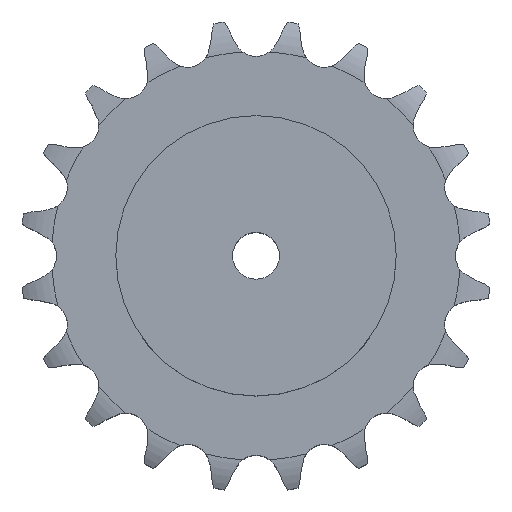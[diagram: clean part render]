
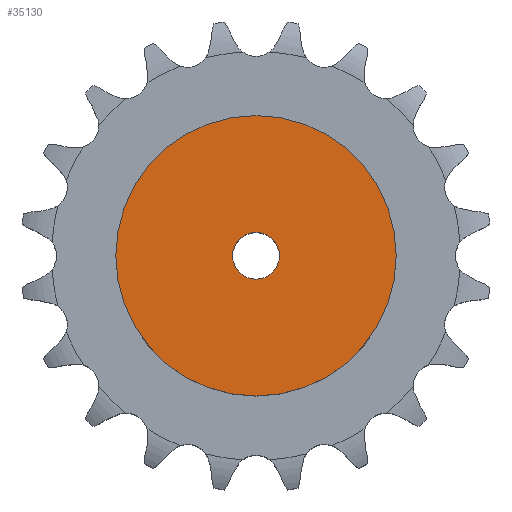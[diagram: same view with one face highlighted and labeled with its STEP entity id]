
A CAD part, top view. The second image highlights one B-rep face of the part: STEP entity #35130.
In plain terms, the highlighted planar face has unit normal (0, 0, 1).
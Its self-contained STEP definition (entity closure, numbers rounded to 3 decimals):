
#18805 = CYLINDRICAL_SURFACE('',#18806,15.);
#18806 = AXIS2_PLACEMENT_3D('',#18807,#18808,#18809);
#18807 = CARTESIAN_POINT('',(0.,0.,480.378));
#18808 = DIRECTION('',(0.,0.,1.));
#18809 = DIRECTION('',(1.,0.,0.));
#23937 = EDGE_CURVE('',#23938,#23938,#23940,.T.);
#23938 = VERTEX_POINT('',#23939);
#23939 = CARTESIAN_POINT('',(15.,0.,120.));
#23940 = SURFACE_CURVE('',#23941,(#23946,#23953),.PCURVE_S1.);
#23941 = CIRCLE('',#23942,15.);
#23942 = AXIS2_PLACEMENT_3D('',#23943,#23944,#23945);
#23943 = CARTESIAN_POINT('',(0.,0.,120.));
#23944 = DIRECTION('',(0.,0.,1.));
#23945 = DIRECTION('',(1.,0.,0.));
#23946 = PCURVE('',#18805,#23947);
#23947 = DEFINITIONAL_REPRESENTATION('',(#23948),#23952);
#23948 = LINE('',#23949,#23950);
#23949 = CARTESIAN_POINT('',(0.,-360.378));
#23950 = VECTOR('',#23951,1.);
#23951 = DIRECTION('',(1.,0.));
#23952 = ( GEOMETRIC_REPRESENTATION_CONTEXT(2) 
PARAMETRIC_REPRESENTATION_CONTEXT() REPRESENTATION_CONTEXT('2D SPACE',''
  ) );
#23953 = PCURVE('',#23954,#23959);
#23954 = PLANE('',#23955);
#23955 = AXIS2_PLACEMENT_3D('',#23956,#23957,#23958);
#23956 = CARTESIAN_POINT('',(0.,0.,120.
    ));
#23957 = DIRECTION('',(0.,0.,1.));
#23958 = DIRECTION('',(1.,0.,0.));
#23959 = DEFINITIONAL_REPRESENTATION('',(#23960),#23964);
#23960 = CIRCLE('',#23961,15.);
#23961 = AXIS2_PLACEMENT_2D('',#23962,#23963);
#23962 = CARTESIAN_POINT('',(0.,0.));
#23963 = DIRECTION('',(1.,0.));
#23964 = ( GEOMETRIC_REPRESENTATION_CONTEXT(2) 
PARAMETRIC_REPRESENTATION_CONTEXT() REPRESENTATION_CONTEXT('2D SPACE',''
  ) );
#35130 = ADVANCED_FACE('',(#35131,#35162),#23954,.T.);
#35131 = FACE_BOUND('',#35132,.T.);
#35132 = EDGE_LOOP('',(#35133));
#35133 = ORIENTED_EDGE('',*,*,#35134,.T.);
#35134 = EDGE_CURVE('',#35135,#35135,#35137,.T.);
#35135 = VERTEX_POINT('',#35136);
#35136 = CARTESIAN_POINT('',(90.,0.,120.));
#35137 = SURFACE_CURVE('',#35138,(#35143,#35150),.PCURVE_S1.);
#35138 = CIRCLE('',#35139,90.);
#35139 = AXIS2_PLACEMENT_3D('',#35140,#35141,#35142);
#35140 = CARTESIAN_POINT('',(0.,0.,120.));
#35141 = DIRECTION('',(0.,0.,1.));
#35142 = DIRECTION('',(1.,0.,0.));
#35143 = PCURVE('',#23954,#35144);
#35144 = DEFINITIONAL_REPRESENTATION('',(#35145),#35149);
#35145 = CIRCLE('',#35146,90.);
#35146 = AXIS2_PLACEMENT_2D('',#35147,#35148);
#35147 = CARTESIAN_POINT('',(0.,0.));
#35148 = DIRECTION('',(1.,0.));
#35149 = ( GEOMETRIC_REPRESENTATION_CONTEXT(2) 
PARAMETRIC_REPRESENTATION_CONTEXT() REPRESENTATION_CONTEXT('2D SPACE',''
  ) );
#35150 = PCURVE('',#35151,#35156);
#35151 = CYLINDRICAL_SURFACE('',#35152,90.);
#35152 = AXIS2_PLACEMENT_3D('',#35153,#35154,#35155);
#35153 = CARTESIAN_POINT('',(0.,0.,0.));
#35154 = DIRECTION('',(-0.,-0.,-1.));
#35155 = DIRECTION('',(1.,0.,0.));
#35156 = DEFINITIONAL_REPRESENTATION('',(#35157),#35161);
#35157 = LINE('',#35158,#35159);
#35158 = CARTESIAN_POINT('',(-0.,-120.));
#35159 = VECTOR('',#35160,1.);
#35160 = DIRECTION('',(-1.,0.));
#35161 = ( GEOMETRIC_REPRESENTATION_CONTEXT(2) 
PARAMETRIC_REPRESENTATION_CONTEXT() REPRESENTATION_CONTEXT('2D SPACE',''
  ) );
#35162 = FACE_BOUND('',#35163,.T.);
#35163 = EDGE_LOOP('',(#35164));
#35164 = ORIENTED_EDGE('',*,*,#23937,.F.);
